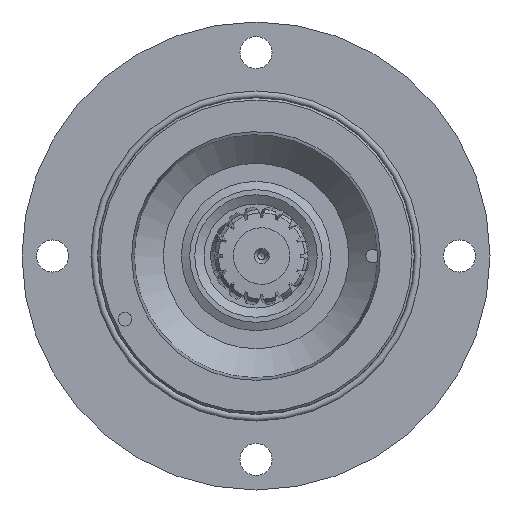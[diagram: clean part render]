
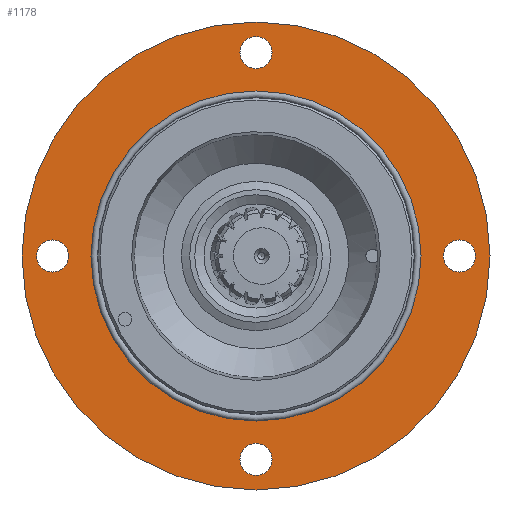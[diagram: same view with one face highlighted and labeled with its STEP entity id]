
A CAD part, left-side view. The second image highlights one B-rep face of the part: STEP entity #1178.
In plain terms, the highlighted planar face has unit normal (-1, 0, 0).
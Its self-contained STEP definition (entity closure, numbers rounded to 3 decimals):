
#1178 = ADVANCED_FACE( '', ( #2639, #2640, #2641, #2642, #2643, #2644 ), #2645, .T. );
#2639 = FACE_BOUND( '', #4458, .T. );
#2640 = FACE_BOUND( '', #4459, .T. );
#2641 = FACE_BOUND( '', #4460, .T. );
#2642 = FACE_BOUND( '', #4461, .T. );
#2643 = FACE_BOUND( '', #4462, .T. );
#2644 = FACE_OUTER_BOUND( '', #4463, .T. );
#2645 = PLANE( '', #4464 );
#4458 = EDGE_LOOP( '', ( #7573 ) );
#4459 = EDGE_LOOP( '', ( #7574 ) );
#4460 = EDGE_LOOP( '', ( #7575 ) );
#4461 = EDGE_LOOP( '', ( #7576 ) );
#4462 = EDGE_LOOP( '', ( #7577 ) );
#4463 = EDGE_LOOP( '', ( #7578 ) );
#4464 = AXIS2_PLACEMENT_3D( '', #7579, #7580, #7581 );
#7573 = ORIENTED_EDGE( '', *, *, #11160, .T. );
#7574 = ORIENTED_EDGE( '', *, *, #11161, .T. );
#7575 = ORIENTED_EDGE( '', *, *, #11162, .T. );
#7576 = ORIENTED_EDGE( '', *, *, #10693, .T. );
#7577 = ORIENTED_EDGE( '', *, *, #11163, .T. );
#7578 = ORIENTED_EDGE( '', *, *, #11164, .F. );
#7579 = CARTESIAN_POINT( '', ( 8., 103.5, 0. ) );
#7580 = DIRECTION( '', ( -1., 0., 0. ) );
#7581 = DIRECTION( '', ( 0., 0., 1. ) );
#10693 = EDGE_CURVE( '', #12934, #12934, #12935, .T. );
#11160 = EDGE_CURVE( '', #13623, #13623, #13624, .T. );
#11161 = EDGE_CURVE( '', #13625, #13625, #13626, .F. );
#11162 = EDGE_CURVE( '', #13627, #13627, #13628, .T. );
#11163 = EDGE_CURVE( '', #13629, #13629, #13630, .T. );
#11164 = EDGE_CURVE( '', #13631, #13631, #13632, .T. );
#12934 = VERTEX_POINT( '', #16319 );
#12935 = CIRCLE( '', #16320, 7.1 );
#13623 = VERTEX_POINT( '', #17527 );
#13624 = CIRCLE( '', #17528, 72.275 );
#13625 = VERTEX_POINT( '', #17529 );
#13626 = CIRCLE( '', #17530, 7.1 );
#13627 = VERTEX_POINT( '', #17531 );
#13628 = CIRCLE( '', #17532, 7.1 );
#13629 = VERTEX_POINT( '', #17533 );
#13630 = CIRCLE( '', #17534, 7.1 );
#13631 = VERTEX_POINT( '', #17535 );
#13632 = CIRCLE( '', #17536, 103.5 );
#16319 = CARTESIAN_POINT( '', ( 8., -90., -7.1 ) );
#16320 = AXIS2_PLACEMENT_3D( '', #19619, #19620, #19621 );
#17527 = CARTESIAN_POINT( '', ( 8., 0., -72.275 ) );
#17528 = AXIS2_PLACEMENT_3D( '', #20139, #20140, #20141 );
#17529 = CARTESIAN_POINT( '', ( 8., 90., 7.1 ) );
#17530 = AXIS2_PLACEMENT_3D( '', #20142, #20143, #20144 );
#17531 = CARTESIAN_POINT( '', ( 8., 0., 82.9 ) );
#17532 = AXIS2_PLACEMENT_3D( '', #20145, #20146, #20147 );
#17533 = CARTESIAN_POINT( '', ( 8., 0., -97.1 ) );
#17534 = AXIS2_PLACEMENT_3D( '', #20148, #20149, #20150 );
#17535 = CARTESIAN_POINT( '', ( 8., 0., -103.5 ) );
#17536 = AXIS2_PLACEMENT_3D( '', #20151, #20152, #20153 );
#19619 = CARTESIAN_POINT( '', ( 8., -90., 0. ) );
#19620 = DIRECTION( '', ( 1., 0., 0. ) );
#19621 = DIRECTION( '', ( 0., 0., -1. ) );
#20139 = CARTESIAN_POINT( '', ( 8., 0., 0. ) );
#20140 = DIRECTION( '', ( 1., 0., 0. ) );
#20141 = DIRECTION( '', ( 0., 0., -1. ) );
#20142 = CARTESIAN_POINT( '', ( 8., 90., 0. ) );
#20143 = DIRECTION( '', ( -1., 0., 0. ) );
#20144 = DIRECTION( '', ( 0., 0., 1. ) );
#20145 = CARTESIAN_POINT( '', ( 8., 0., 90. ) );
#20146 = DIRECTION( '', ( 1., 0., 0. ) );
#20147 = DIRECTION( '', ( 0., 0., -1. ) );
#20148 = CARTESIAN_POINT( '', ( 8., 0., -90. ) );
#20149 = DIRECTION( '', ( 1., 0., 0. ) );
#20150 = DIRECTION( '', ( 0., 0., -1. ) );
#20151 = CARTESIAN_POINT( '', ( 8., 0., 0. ) );
#20152 = DIRECTION( '', ( 1., 0., 0. ) );
#20153 = DIRECTION( '', ( 0., 0., -1. ) );
